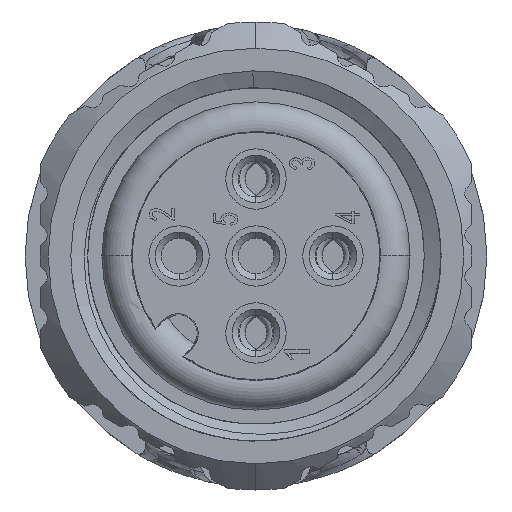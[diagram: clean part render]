
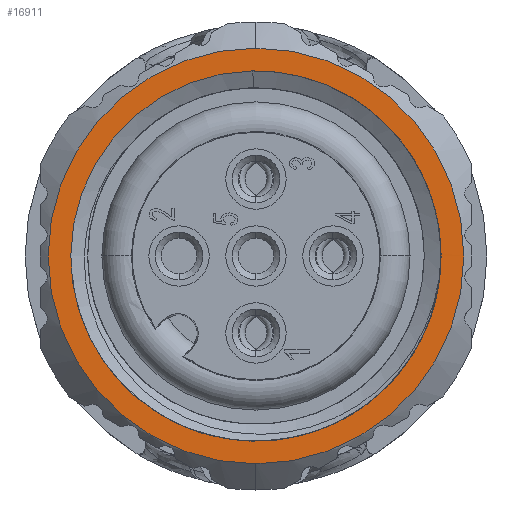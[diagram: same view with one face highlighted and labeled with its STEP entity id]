
A CAD part, front view. The second image highlights one B-rep face of the part: STEP entity #16911.
In plain terms, the highlighted planar face has unit normal (0, -1, 0).
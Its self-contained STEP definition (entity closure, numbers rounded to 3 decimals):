
#4833=CARTESIAN_POINT('',(0.,-156.3,0.));
#4834=DIRECTION('',(0.,1.,0.));
#4835=DIRECTION('',(0.,0.,1.));
#4836=AXIS2_PLACEMENT_3D('',#4833,#4834,#4835);
#4838=CARTESIAN_POINT('',(0.,-156.3,0.));
#4839=DIRECTION('',(0.,1.,0.));
#4840=DIRECTION('',(0.,0.,-1.));
#4841=AXIS2_PLACEMENT_3D('',#4838,#4839,#4840);
#4843=CARTESIAN_POINT('',(0.,-156.3,0.));
#4844=DIRECTION('',(0.,-1.,0.));
#4845=DIRECTION('',(-0.019,0.,1.));
#4846=AXIS2_PLACEMENT_3D('',#4843,#4844,#4845);
#4848=CARTESIAN_POINT('',(-6.015,-156.3,
0.001));
#4849=CARTESIAN_POINT('',(-6.015,-156.3,
-0.495));
#4850=CARTESIAN_POINT('',(-5.896,-156.3,
-1.451));
#4851=CARTESIAN_POINT('',(-5.377,-156.3,
-2.827));
#4852=CARTESIAN_POINT('',(-4.543,-156.3,
-4.031));
#4853=CARTESIAN_POINT('',(-3.46,-156.3,
-4.991));
#4854=CARTESIAN_POINT('',(-2.165,-156.3,
-5.675));
#4855=CARTESIAN_POINT('',(-0.747,-156.3,
-6.028));
#4856=CARTESIAN_POINT('',(0.71,-156.3,
-6.032));
#4857=CARTESIAN_POINT('',(2.127,-156.3,
-5.689));
#4858=CARTESIAN_POINT('',(3.426,-156.3,
-5.015));
#4859=CARTESIAN_POINT('',(4.521,-156.3,
-4.055));
#4860=CARTESIAN_POINT('',(5.368,-156.3,
-2.843));
#4861=CARTESIAN_POINT('',(5.896,-156.301,
-1.46));
#4862=CARTESIAN_POINT('',(6.012,-156.298,
-0.488));
#4863=CARTESIAN_POINT('',(6.011,-156.298,
0.));
#4955=CARTESIAN_POINT('',(-0.102,-156.299,
6.012));
#4956=CARTESIAN_POINT('',(0.361,-156.299,
6.02));
#4957=CARTESIAN_POINT('',(1.247,-156.3,5.929));
#4958=CARTESIAN_POINT('',(2.541,-156.3,5.503));
#4959=CARTESIAN_POINT('',(3.702,-156.3,4.799));
#4960=CARTESIAN_POINT('',(4.679,-156.3,3.853));
#4961=CARTESIAN_POINT('',(5.419,-156.3,2.715));
#4962=CARTESIAN_POINT('',(5.888,-156.3,1.436));
#4963=CARTESIAN_POINT('',(6.003,-156.3,
0.549));
#4964=CARTESIAN_POINT('',(6.01,-156.3,
0.094));
#4966=CARTESIAN_POINT('',(6.01,-156.3,
0.094));
#4967=CARTESIAN_POINT('',(6.01,-156.3,
0.082));
#4968=CARTESIAN_POINT('',(6.011,-156.3,
0.062));
#4969=CARTESIAN_POINT('',(6.01,-156.301,
0.026));
#4970=CARTESIAN_POINT('',(6.011,-156.298,
0.018));
#4971=CARTESIAN_POINT('',(6.011,-156.298,
0.));
#9210=CARTESIAN_POINT('',(0.,-156.3,6.75));
#9211=VERTEX_POINT('',#9210);
#9212=CARTESIAN_POINT('',(0.,-156.3,-6.75));
#9213=VERTEX_POINT('',#9212);
#9407=VERTEX_POINT('',#4955);
#9408=VERTEX_POINT('',#4964);
#9409=CARTESIAN_POINT('',(-6.015,-156.3,
0.003));
#9410=VERTEX_POINT('',#9409);
#9411=VERTEX_POINT('',#4863);
#16892=CARTESIAN_POINT('',(0.,-156.3,0.));
#16893=DIRECTION('',(0.,1.,0.));
#16894=DIRECTION('',(1.,0.,0.));
#16895=AXIS2_PLACEMENT_3D('',#16892,#16893,#16894);
#16896=PLANE('',#16895);
#16897=ORIENTED_EDGE('',*,*,#15433,.T.);
#16898=ORIENTED_EDGE('',*,*,#15100,.T.);
#16899=EDGE_LOOP('',(#16897,#16898));
#16900=FACE_OUTER_BOUND('',#16899,.F.);
#16902=ORIENTED_EDGE('',*,*,#16901,.F.);
#16904=ORIENTED_EDGE('',*,*,#16903,.T.);
#16906=ORIENTED_EDGE('',*,*,#16905,.T.);
#16908=ORIENTED_EDGE('',*,*,#16907,.F.);
#16909=EDGE_LOOP('',(#16902,#16904,#16906,#16908));
#16910=FACE_BOUND('',#16909,.F.);
#16911=ADVANCED_FACE('',(#16900,#16910),#16896,.F.);
#4837=CIRCLE('',#4836,6.75);
#4842=CIRCLE('',#4841,6.75);
#4847=CIRCLE('',#4846,6.015);
#4864=B_SPLINE_CURVE_WITH_KNOTS('',3,(#4848,#4849,#4850,#4851,#4852,#4853,#4854,
#4855,#4856,#4857,#4858,#4859,#4860,#4861,#4862,#4863),.UNSPECIFIED.,.F.,.F.,(4,
1,1,1,1,1,1,1,1,1,1,1,1,4),(0.,0.077,0.154,
0.231,0.308,0.385,0.462,
0.538,0.615,0.692,0.769,
0.846,0.923,1.),.UNSPECIFIED.);
#4965=B_SPLINE_CURVE_WITH_KNOTS('',3,(#4955,#4956,#4957,#4958,#4959,#4960,#4961,
#4962,#4963,#4964),.UNSPECIFIED.,.F.,.F.,(4,1,1,1,1,1,1,4),(0.,
0.143,0.286,0.429,0.571,
0.714,0.857,1.),.UNSPECIFIED.);
#4972=B_SPLINE_CURVE_WITH_KNOTS('',3,(#4966,#4967,#4968,#4969,#4970,#4971),
.UNSPECIFIED.,.F.,.F.,(4,1,1,4),(0.,0.333,0.667,1.),
.UNSPECIFIED.);
#15100=EDGE_CURVE('',#9213,#9211,#4842,.T.);
#15433=EDGE_CURVE('',#9211,#9213,#4837,.T.);
#16901=EDGE_CURVE('',#9407,#9408,#4965,.T.);
#16903=EDGE_CURVE('',#9407,#9410,#4847,.T.);
#16905=EDGE_CURVE('',#9410,#9411,#4864,.T.);
#16907=EDGE_CURVE('',#9408,#9411,#4972,.T.);
